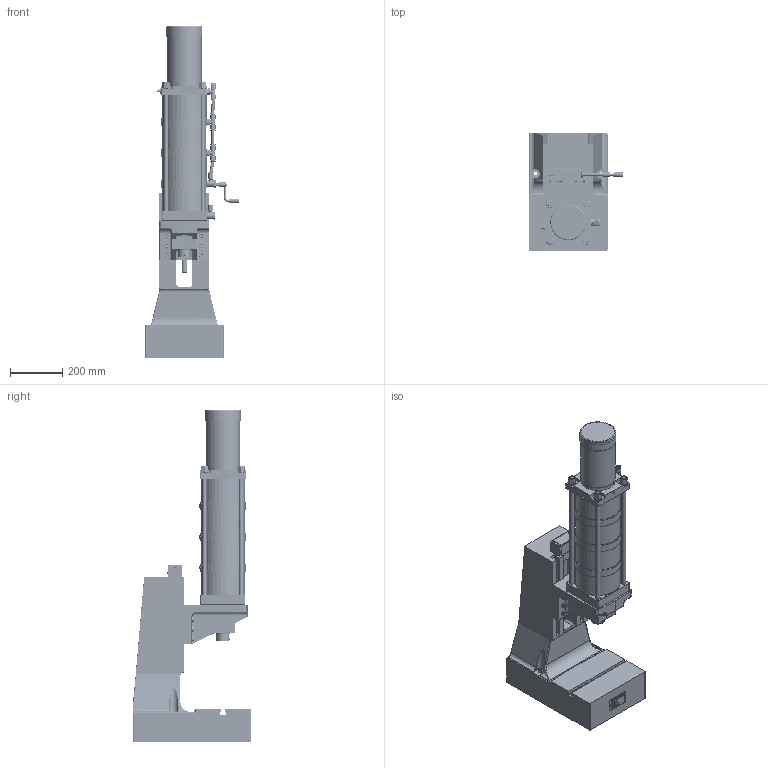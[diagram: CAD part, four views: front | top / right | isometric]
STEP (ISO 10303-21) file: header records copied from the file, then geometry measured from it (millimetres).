
FILE_DESCRIPTION(/* description */ ('Bausatz Ständer T 6 HV-OST'),/* implementation_level */ '2;1');
FILE_NAME(/* name */ 'DA_4500_040_150.stp',/* time_stamp */ '2014-10-22T07:46:22+02:00',/* author */ ('Finsterle'),/* organization */ (''),/* preprocessor_version */ 'ST-DEVELOPER v15.2',/* originating_system */ 'Autodesk Inventor 2014',/* authorisation */ '');
FILE_SCHEMA (('AUTOMOTIVE_DESIGN { 1 0 10303 214 3 1 1 }'));
Products named in the file (5): ENG-001648_V; ENG-004360_V; ENG-000378; ENG-000755; ENG-004364_V
Bounding box: 358.79 x 452.8 x 1268 mm (x, y, z)
Volume: 33600380.6 mm3; surface area: 2714838.7 mm2
Topology: 8 solids, 24 shells, 7776 faces, 20837 edges, 13708 vertices
Faces by surface type: plane 4570, bspline 2198, cylinder 542, cone 304, torus 140, sphere 22
Full cylindrical faces by diameter (mm): 1.2 x1, 2 x1, 2.4 x3, 2.459 x2, 2.5 x3, 3 x6, 3.242 x7, 3.3 x2, 3.65 x4, 4 x6, 4.134 x1, 4.2 x2, 4.5 x4, 4.917 x8, 5 x3, 6.2 x4, 6.5 x2, 6.647 x1, 8 x5, 8.4 x2, 8.5 x1, 9 x3, 10 x3, 10.02 x1, 10.106 x6, 10.5 x4, 11.5 x3, 11.8 x2, 12 x15, 12.8 x2
Entity records: 262200 total; most frequent: CARTESIAN_POINT 78745, ORIENTED_EDGE 39944, DIRECTION 27971, EDGE_CURVE 19944, LINE 13539, VECTOR 13539, VERTEX_POINT 13480, EDGE_LOOP 9100
